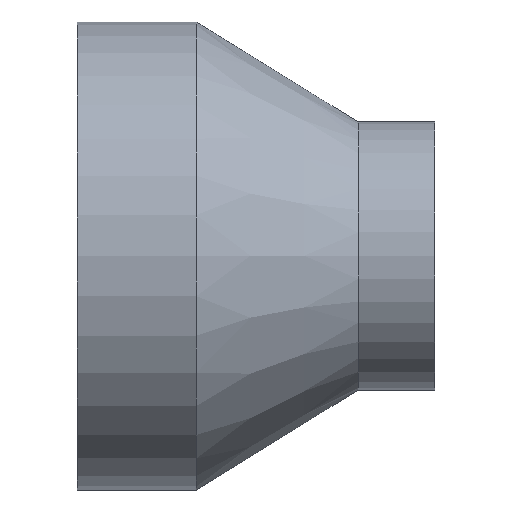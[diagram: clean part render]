
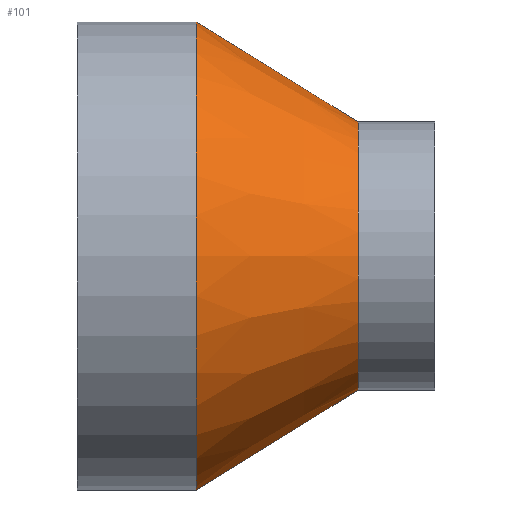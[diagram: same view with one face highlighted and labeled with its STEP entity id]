
A CAD part, top view. The second image highlights one B-rep face of the part: STEP entity #101.
In plain terms, the highlighted conical face has half-angle 31.734 degrees and reference radius 43.25 mm.
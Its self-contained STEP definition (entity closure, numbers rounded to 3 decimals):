
#87 = VERTEX_POINT( '', #221 );
#89 = VERTEX_POINT( '', #223 );
#101 = ADVANCED_FACE( '', ( #236 ), #237, .T. );
#103 = EDGE_CURVE( '', #111, #87, #239, .T. );
#111 = VERTEX_POINT( '', #250 );
#117 = VERTEX_POINT( '', #257 );
#131 = EDGE_CURVE( '', #117, #111, #273, .T. );
#161 = EDGE_CURVE( '', #89, #117, #307, .T. );
#167 = EDGE_CURVE( '', #89, #87, #313, .T. );
#221 = CARTESIAN_POINT( '', ( 28., 55., 0. ) );
#223 = CARTESIAN_POINT( '', ( 28., -55., 0. ) );
#236 = FACE_OUTER_BOUND( '', #379, .T. );
#237 = CONICAL_SURFACE( '', #380, 43.25, 0.554 );
#239 = LINE( '', #383, #384 );
#250 = CARTESIAN_POINT( '', ( 66., 31.5, 0. ) );
#257 = CARTESIAN_POINT( '', ( 66., -31.5, 0. ) );
#273 = CIRCLE( '', #424, 31.5 );
#307 = LINE( '', #469, #470 );
#313 = CIRCLE( '', #480, 55. );
#379 = EDGE_LOOP( '', ( #552, #553, #554, #555 ) );
#380 = AXIS2_PLACEMENT_3D( '', #556, #557, #558 );
#383 = CARTESIAN_POINT( '', ( 47., 43.25, 0. ) );
#384 = VECTOR( '', #559, 1. );
#424 = AXIS2_PLACEMENT_3D( '', #613, #614, #615 );
#469 = CARTESIAN_POINT( '', ( 47., -43.25, 0. ) );
#470 = VECTOR( '', #655, 1. );
#480 = AXIS2_PLACEMENT_3D( '', #660, #661, #662 );
#552 = ORIENTED_EDGE( '', *, *, #103, .T. );
#553 = ORIENTED_EDGE( '', *, *, #167, .F. );
#554 = ORIENTED_EDGE( '', *, *, #161, .T. );
#555 = ORIENTED_EDGE( '', *, *, #131, .T. );
#556 = CARTESIAN_POINT( '', ( 47., 0., 0. ) );
#557 = DIRECTION( '', ( -1., 0., 0. ) );
#558 = DIRECTION( '', ( 0., 1., 0. ) );
#559 = DIRECTION( '', ( -0.851, 0.526, 0. ) );
#613 = CARTESIAN_POINT( '', ( 66., 0., 0. ) );
#614 = DIRECTION( '', ( -1., 0., 0. ) );
#615 = DIRECTION( '', ( 0., 1., 0. ) );
#655 = DIRECTION( '', ( 0.851, 0.526, 0. ) );
#660 = CARTESIAN_POINT( '', ( 28., 0., 0. ) );
#661 = DIRECTION( '', ( -1., 0., 0. ) );
#662 = DIRECTION( '', ( 0., 1., 0. ) );
